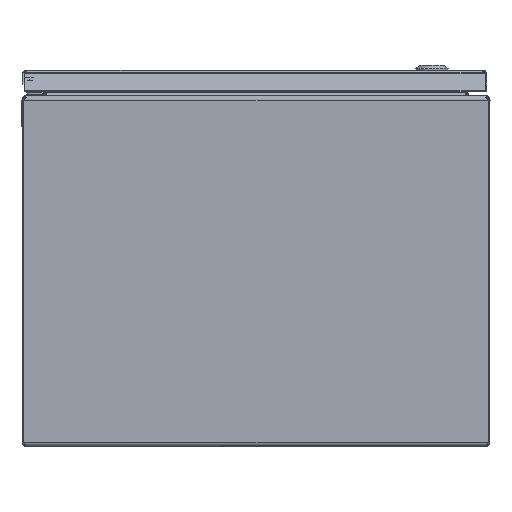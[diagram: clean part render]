
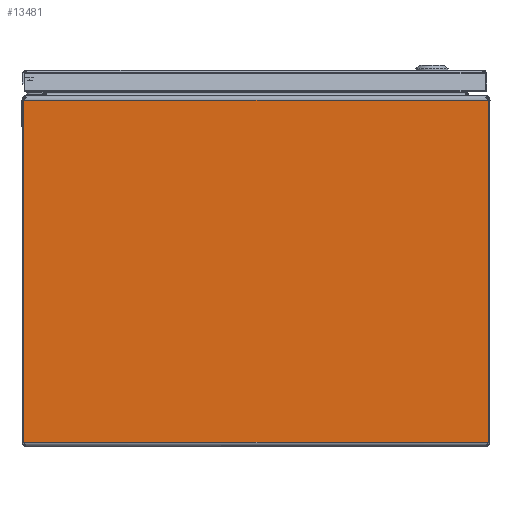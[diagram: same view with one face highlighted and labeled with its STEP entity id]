
A CAD part, front view. The second image highlights one B-rep face of the part: STEP entity #13481.
In plain terms, the highlighted planar face has unit normal (0, -1, 0).
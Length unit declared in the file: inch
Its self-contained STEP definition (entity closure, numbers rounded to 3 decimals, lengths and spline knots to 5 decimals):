
#361=PLANE('',#14385);
#1065=LINE('',#20257,#2142);
#1066=LINE('',#20267,#2143);
#1067=LINE('',#20269,#2144);
#1068=LINE('',#20270,#2145);
#2142=VECTOR('',#15918,15.88059);
#2143=VECTOR('',#15921,11.6945);
#2144=VECTOR('',#15922,15.88059);
#2145=VECTOR('',#15923,11.6945);
#3506=FACE_OUTER_BOUND('',#4386,.T.);
#4386=EDGE_LOOP('',(#9284,#9285,#9286,#9287));
#6038=VERTEX_POINT('',#20248);
#6039=VERTEX_POINT('',#20256);
#6040=VERTEX_POINT('',#20266);
#6041=VERTEX_POINT('',#20268);
#7310=EDGE_CURVE('',#6039,#6038,#1065,.T.);
#7312=EDGE_CURVE('',#6040,#6038,#1066,.T.);
#7313=EDGE_CURVE('',#6040,#6041,#1067,.T.);
#7314=EDGE_CURVE('',#6039,#6041,#1068,.T.);
#9284=ORIENTED_EDGE('',*,*,#7310,.T.);
#9285=ORIENTED_EDGE('',*,*,#7312,.F.);
#9286=ORIENTED_EDGE('',*,*,#7313,.T.);
#9287=ORIENTED_EDGE('',*,*,#7314,.F.);
#13481=ADVANCED_FACE('',(#3506),#361,.F.);
#14385=AXIS2_PLACEMENT_3D('',#20265,#15919,#15920);
#15918=DIRECTION('',(-1.,0.,0.));
#15919=DIRECTION('center_axis',(0.,1.,0.));
#15920=DIRECTION('ref_axis',(1.,0.,0.));
#15921=DIRECTION('',(0.,0.,1.));
#15922=DIRECTION('',(1.,0.,0.));
#15923=DIRECTION('',(0.,0.,-1.));
#20248=CARTESIAN_POINT('',(-7.94029,-12.40432,11.84725));
#20256=CARTESIAN_POINT('',(7.94029,-12.40432,11.84725));
#20257=CARTESIAN_POINT('',(3.97015,-12.40432,11.84725));
#20265=CARTESIAN_POINT('Origin',(0.,-12.40432,
-12.27481));
#20266=CARTESIAN_POINT('',(-7.94029,-12.40432,0.15275));
#20267=CARTESIAN_POINT('',(-7.94029,-12.40432,0.15275));
#20268=CARTESIAN_POINT('',(7.94029,-12.40432,0.15275));
#20269=CARTESIAN_POINT('',(0.,-12.40432,0.15275));
#20270=CARTESIAN_POINT('',(7.94029,-12.40432,0.15275));
